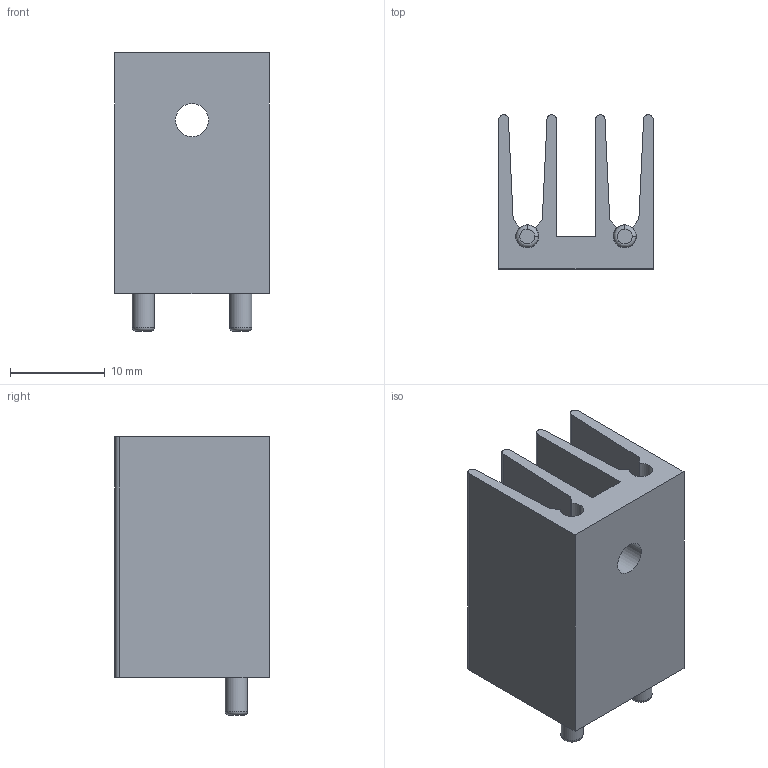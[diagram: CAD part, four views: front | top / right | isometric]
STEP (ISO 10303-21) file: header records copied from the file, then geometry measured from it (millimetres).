
FILE_DESCRIPTION(('FreeCAD Model'),'2;1');
FILE_NAME('581002-heatsink.step','2018-05-08T17:36:52',('kicad StepUp'),('ksu MCAD'), 'Open CASCADE STEP processor 6.5','FreeCAD','Unknown');
FILE_SCHEMA(('AUTOMOTIVE_DESIGN_CC2 { 1 2 10303 214 -1 1 5 4 }'));
Length unit declared in the file: millimetre
Products named in the file (3): ASSEMBLY; Pocket003; Array001
Assembly tree (2 placements, depth 2):
  ASSEMBLY
    Pocket003
    Array001
Bounding box: 16.26 x 16.26 x 29.36 mm (x, y, z)
Volume: 3101.7 mm3; surface area: 4055.5 mm2
Topology: 3 solids, 3 shells, 55 faces, 130 edges, 89 vertices
Faces by surface type: plane 30, cylinder 19, torus 4, bspline 2
Full cylindrical faces by diameter (mm): 2.36 x6, 2.46 x4, 3.5 x1
Entity records: 2148 total; most frequent: CARTESIAN_POINT 391, DIRECTION 297, ORIENTED_EDGE 260, EDGE_CURVE 130, AXIS2_PLACEMENT_3D 115, VERTEX_POINT 89, LINE 67, VECTOR 67
